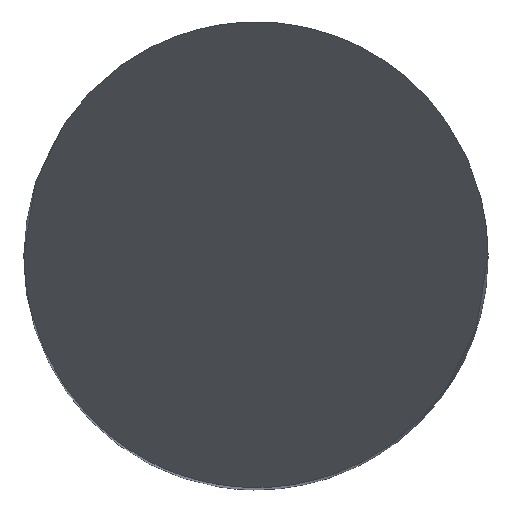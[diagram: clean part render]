
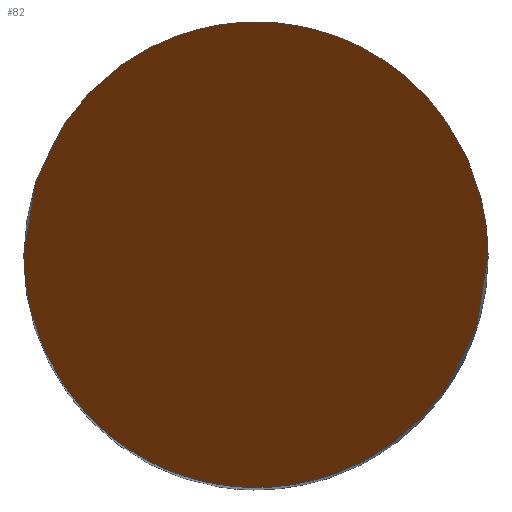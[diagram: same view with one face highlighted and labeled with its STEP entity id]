
A CAD part, top view. The second image highlights one B-rep face of the part: STEP entity #82.
In plain terms, the highlighted planar face has unit normal (0, -0.866, 0.5).
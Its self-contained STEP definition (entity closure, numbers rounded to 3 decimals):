
#56=PLANE('',#596);
#82=ADVANCED_FACE('',(#117),#56,.F.);
#117=FACE_OUTER_BOUND('',#147,.T.);
#147=EDGE_LOOP('',(#298,#299));
#298=ORIENTED_EDGE('',*,*,#469,.F.);
#299=ORIENTED_EDGE('',*,*,#442,.F.);
#393=VERTEX_POINT('',#801);
#394=VERTEX_POINT('',#806);
#442=EDGE_CURVE('',#393,#394,#534,.T.);
#469=EDGE_CURVE('',#394,#393,#538,.T.);
#534=(
BOUNDED_CURVE()
B_SPLINE_CURVE(3,(#802,#803,#804,#805),.UNSPECIFIED.,.F.,.F.)
B_SPLINE_CURVE_WITH_KNOTS((4,4),(0.,1.),.UNSPECIFIED.)
CURVE()
GEOMETRIC_REPRESENTATION_ITEM()
RATIONAL_B_SPLINE_CURVE((1.,0.333,0.333,1.))
REPRESENTATION_ITEM('')
);
#538=(
BOUNDED_CURVE()
B_SPLINE_CURVE(3,(#1063,#1064,#1065,#1066),.UNSPECIFIED.,.F.,.F.)
B_SPLINE_CURVE_WITH_KNOTS((4,4),(0.,1.),.UNSPECIFIED.)
CURVE()
GEOMETRIC_REPRESENTATION_ITEM()
RATIONAL_B_SPLINE_CURVE((1.,0.333,0.333,1.))
REPRESENTATION_ITEM('')
);
#596=AXIS2_PLACEMENT_3D('',#1102,#675,#676);
#675=DIRECTION('',(0.,0.866,-0.5));
#676=DIRECTION('',(0.,0.5,0.866));
#801=CARTESIAN_POINT('',(-2.,0.,0.));
#802=CARTESIAN_POINT('',(-2.,0.,0.));
#803=CARTESIAN_POINT('',(-2.,4.,6.928));
#804=CARTESIAN_POINT('',(2.,4.,6.928));
#805=CARTESIAN_POINT('',(2.,0.,0.));
#806=CARTESIAN_POINT('',(2.,0.,0.));
#1063=CARTESIAN_POINT('',(2.,0.,0.));
#1064=CARTESIAN_POINT('',(2.,-4.,-6.928));
#1065=CARTESIAN_POINT('',(-2.,-4.,-6.928));
#1066=CARTESIAN_POINT('',(-2.,0.,0.));
#1102=CARTESIAN_POINT('',(-2.,2.,3.464));
